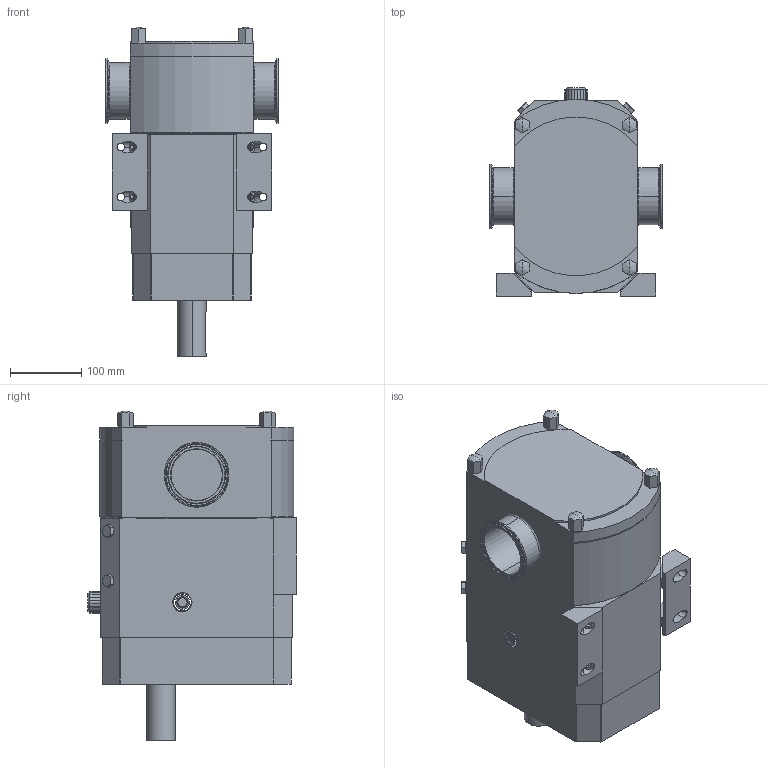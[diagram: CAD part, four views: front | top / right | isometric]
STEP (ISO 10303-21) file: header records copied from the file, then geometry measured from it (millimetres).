
FILE_DESCRIPTION((''),'2;1');
FILE_NAME('FL2100L_3_TRI_CLAMP_SW0001','2023-01-23T12:53:02',('DS'),(''),'CREO PARAMETRIC BY PTC INC, 2022281','CREO PARAMETRIC BY PTC INC, 2022281','');
FILE_SCHEMA(('CONFIG_CONTROL_DESIGN'));
Length unit declared in the file: millimetre
Products named in the file (1): FL2100L_3_TRI_CLAMP_SW0001
Bounding box: 243 x 292.97 x 463.63 mm (x, y, z)
Volume: 16235324.8 mm3; surface area: 576251.5 mm2
Topology: 1 solids, 1 shells, 536 faces, 1270 edges, 752 vertices
Faces by surface type: plane 250, cylinder 126, cone 104, torus 48, bspline 8
Entity records: 17479 total; most frequent: CARTESIAN_POINT 5205, DIRECTION 2616, ORIENTED_EDGE 2500, EDGE_CURVE 1250, AXIS2_PLACEMENT_3D 1000, VERTEX_POINT 752, VECTOR 616, LINE 616
